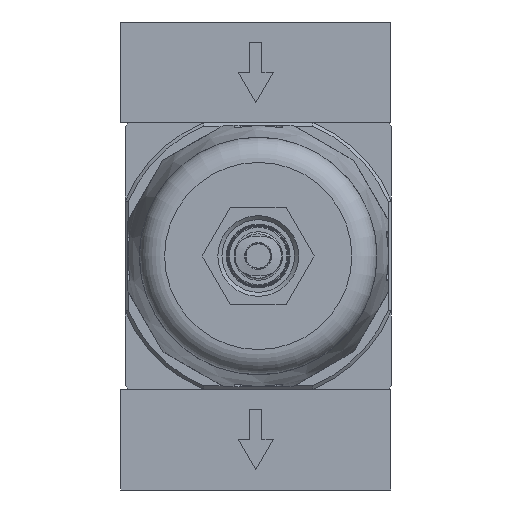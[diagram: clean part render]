
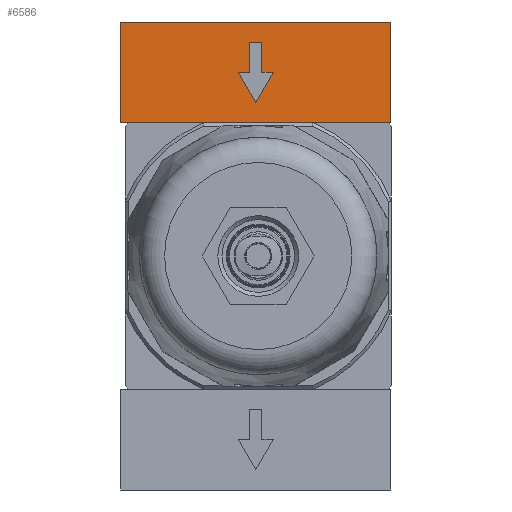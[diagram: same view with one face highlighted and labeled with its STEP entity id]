
A CAD part, front view. The second image highlights one B-rep face of the part: STEP entity #6586.
In plain terms, the highlighted face is planar.
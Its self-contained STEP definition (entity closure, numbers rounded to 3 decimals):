
#1681=ORIENTED_EDGE('',*,*,#2449,.F.);
#1682=ORIENTED_EDGE('',*,*,#2450,.F.);
#1683=ORIENTED_EDGE('',*,*,#2451,.F.);
#1684=ORIENTED_EDGE('',*,*,#2452,.F.);
#1685=ORIENTED_EDGE('',*,*,#2453,.F.);
#1686=ORIENTED_EDGE('',*,*,#2454,.F.);
#1687=ORIENTED_EDGE('',*,*,#2455,.F.);
#1688=ORIENTED_EDGE('',*,*,#2456,.F.);
#1689=ORIENTED_EDGE('',*,*,#2448,.F.);
#1690=ORIENTED_EDGE('',*,*,#2457,.T.);
#1691=ORIENTED_EDGE('',*,*,#2458,.T.);
#2448=EDGE_CURVE('',#2942,#2940,#3280,.T.);
#2449=EDGE_CURVE('',#2943,#2944,#3281,.T.);
#2450=EDGE_CURVE('',#2945,#2943,#3282,.T.);
#2451=EDGE_CURVE('',#2946,#2945,#3283,.T.);
#2452=EDGE_CURVE('',#2947,#2946,#3284,.T.);
#2453=EDGE_CURVE('',#2948,#2947,#3285,.T.);
#2454=EDGE_CURVE('',#2949,#2948,#3286,.T.);
#2455=EDGE_CURVE('',#2944,#2949,#3287,.T.);
#2456=EDGE_CURVE('',#2940,#2950,#3288,.T.);
#2457=EDGE_CURVE('',#2942,#2951,#3289,.T.);
#2458=EDGE_CURVE('',#2951,#2950,#3290,.T.);
#2940=VERTEX_POINT('',#10348);
#2942=VERTEX_POINT('',#10352);
#2943=VERTEX_POINT('',#10356);
#2944=VERTEX_POINT('',#10357);
#2945=VERTEX_POINT('',#10359);
#2946=VERTEX_POINT('',#10361);
#2947=VERTEX_POINT('',#10363);
#2948=VERTEX_POINT('',#10365);
#2949=VERTEX_POINT('',#10367);
#2950=VERTEX_POINT('',#10370);
#2951=VERTEX_POINT('',#10372);
#3280=LINE('',#10353,#3566);
#3281=LINE('',#10355,#3567);
#3282=LINE('',#10358,#3568);
#3283=LINE('',#10360,#3569);
#3284=LINE('',#10362,#3570);
#3285=LINE('',#10364,#3571);
#3286=LINE('',#10366,#3572);
#3287=LINE('',#10368,#3573);
#3288=LINE('',#10369,#3574);
#3289=LINE('',#10371,#3575);
#3290=LINE('',#10373,#3576);
#3566=VECTOR('',#8353,1000.);
#3567=VECTOR('',#8356,1000.);
#3568=VECTOR('',#8357,1000.);
#3569=VECTOR('',#8358,1000.);
#3570=VECTOR('',#8359,1000.);
#3571=VECTOR('',#8360,1000.);
#3572=VECTOR('',#8361,1000.);
#3573=VECTOR('',#8362,1000.);
#3574=VECTOR('',#8363,1000.);
#3575=VECTOR('',#8364,1000.);
#3576=VECTOR('',#8365,1000.);
#3962=EDGE_LOOP('',(#1681,#1682,#1683,#1684,#1685,#1686,#1687));
#3963=EDGE_LOOP('',(#1688,#1689,#1690,#1691));
#4455=FACE_BOUND('',#3962,.T.);
#4456=FACE_BOUND('',#3963,.T.);
#4714=PLANE('',#7115);
#6586=ADVANCED_FACE('',(#4455,#4456),#4714,.T.);
#7115=AXIS2_PLACEMENT_3D('',#10354,#8354,#8355);
#8353=DIRECTION('',(0.,1.,0.));
#8354=DIRECTION('',(0.,0.,1.));
#8355=DIRECTION('',(1.,0.,0.));
#8356=DIRECTION('',(-1.,0.,0.));
#8357=DIRECTION('',(0.,-1.,0.));
#8358=DIRECTION('',(-1.,0.,0.));
#8359=DIRECTION('',(0.,1.,0.));
#8360=DIRECTION('',(-1.,0.,0.));
#8361=DIRECTION('',(0.5,0.866,0.));
#8362=DIRECTION('',(0.5,-0.866,0.));
#8363=DIRECTION('',(1.,0.,0.));
#8364=DIRECTION('',(1.,0.,0.));
#8365=DIRECTION('',(0.,1.,0.));
#10348=CARTESIAN_POINT('',(-33.5,25.,20.));
#10352=CARTESIAN_POINT('',(-33.5,0.,20.));
#10353=CARTESIAN_POINT('',(-33.5,0.,20.));
#10354=CARTESIAN_POINT('',(-33.5,0.,20.));
#10355=CARTESIAN_POINT('',(-1.5,12.5,20.));
#10356=CARTESIAN_POINT('',(-1.5,12.5,20.));
#10357=CARTESIAN_POINT('',(-4.33,12.5,20.));
#10358=CARTESIAN_POINT('',(-1.5,20.,20.));
#10359=CARTESIAN_POINT('',(-1.5,20.,20.));
#10360=CARTESIAN_POINT('',(1.5,20.,20.));
#10361=CARTESIAN_POINT('',(1.5,20.,20.));
#10362=CARTESIAN_POINT('',(1.5,12.5,20.));
#10363=CARTESIAN_POINT('',(1.5,12.5,20.));
#10364=CARTESIAN_POINT('',(4.33,12.5,20.));
#10365=CARTESIAN_POINT('',(4.33,12.5,20.));
#10366=CARTESIAN_POINT('',(0.,5.,20.));
#10367=CARTESIAN_POINT('',(0.,5.,20.));
#10368=CARTESIAN_POINT('',(-4.33,12.5,20.));
#10369=CARTESIAN_POINT('',(-33.5,25.,20.));
#10370=CARTESIAN_POINT('',(33.5,25.,20.));
#10371=CARTESIAN_POINT('',(-33.5,0.,20.));
#10372=CARTESIAN_POINT('',(33.5,0.,20.));
#10373=CARTESIAN_POINT('',(33.5,0.,20.));
